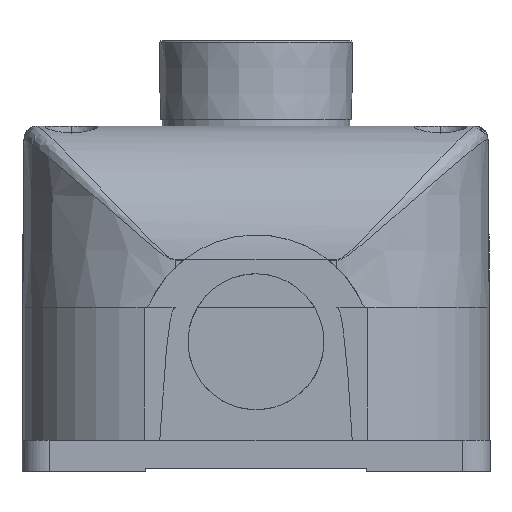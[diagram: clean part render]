
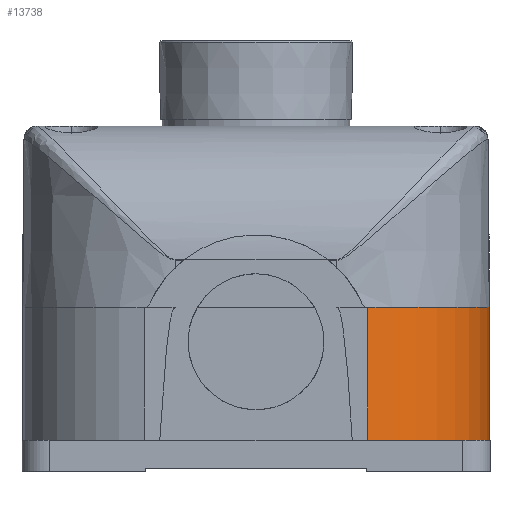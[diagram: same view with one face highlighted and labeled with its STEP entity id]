
A CAD part, left-side view. The second image highlights one B-rep face of the part: STEP entity #13738.
In plain terms, the highlighted cylindrical face has radius 23.5 mm (diameter 47 mm), a partial arc.
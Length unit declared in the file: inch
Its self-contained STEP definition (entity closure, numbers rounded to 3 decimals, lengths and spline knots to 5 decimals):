
#1592 = DIRECTION ( 'NONE',  ( 0., 0., 1. ) ) ;
#2413 = DIRECTION ( 'NONE',  ( -1., 0., 0. ) ) ;
#3994 = DIRECTION ( 'NONE',  ( 0., 0., 1. ) ) ;
#5209 = CARTESIAN_POINT ( 'NONE',  ( 0.9252, -1.91524, 0.18898 ) ) ;
#5704 = EDGE_CURVE ( 'NONE', #28450, #19623, #12091, .T. ) ;
#5717 = CARTESIAN_POINT ( 'NONE',  ( 0.9252, -2.84044, 0.18898 ) ) ;
#6943 = CARTESIAN_POINT ( 'NONE',  ( 0.9252, -1.91524, 0.99606 ) ) ;
#7101 = DIRECTION ( 'NONE',  ( 0., 0., -1. ) ) ;
#8451 = CIRCLE ( 'NONE', #20393, 0.9252 ) ;
#10830 = CARTESIAN_POINT ( 'NONE',  ( 0.01918, -2.10266, 0.18898 ) ) ;
#12091 = LINE ( 'NONE', #28007, #17343 ) ;
#12157 = ORIENTED_EDGE ( 'NONE', *, *, #28827, .T. ) ;
#12204 = DIRECTION ( 'NONE',  ( 0., 0., -1. ) ) ;
#12290 = ORIENTED_EDGE ( 'NONE', *, *, #23707, .F. ) ;
#13401 = CYLINDRICAL_SURFACE ( 'NONE', #27857, 0.9252 ) ;
#13738 = ADVANCED_FACE ( 'NONE', ( #18086 ), #13401, .T. ) ;
#13928 = VECTOR ( 'NONE', #3994, 39.37008 ) ;
#14544 = DIRECTION ( 'NONE',  ( -1., 0., 0. ) ) ;
#15653 = EDGE_LOOP ( 'NONE', ( #12157, #12290, #24684, #18524 ) ) ;
#17343 = VECTOR ( 'NONE', #18793, 39.37008 ) ;
#18086 = FACE_OUTER_BOUND ( 'NONE', #15653, .T. ) ;
#18362 = VERTEX_POINT ( 'NONE', #27789 ) ;
#18524 = ORIENTED_EDGE ( 'NONE', *, *, #5704, .T. ) ;
#18604 = VERTEX_POINT ( 'NONE', #24440 ) ;
#18793 = DIRECTION ( 'NONE',  ( 0., 0., 1. ) ) ;
#19623 = VERTEX_POINT ( 'NONE', #23515 ) ;
#19899 = CIRCLE ( 'NONE', #22349, 0.9252 ) ;
#20393 = AXIS2_PLACEMENT_3D ( 'NONE', #6943, #7101, #2413 ) ;
#20582 = DIRECTION ( 'NONE',  ( 1., 0., 0. ) ) ;
#22349 = AXIS2_PLACEMENT_3D ( 'NONE', #5209, #12204, #14544 ) ;
#23515 = CARTESIAN_POINT ( 'NONE',  ( 0.9252, -2.84044, 0.99606 ) ) ;
#23707 = EDGE_CURVE ( 'NONE', #18362, #18604, #25321, .T. ) ;
#24440 = CARTESIAN_POINT ( 'NONE',  ( 0.01918, -2.10266, 0.99606 ) ) ;
#24684 = ORIENTED_EDGE ( 'NONE', *, *, #28933, .F. ) ;
#25321 = LINE ( 'NONE', #10830, #13928 ) ;
#27598 = CARTESIAN_POINT ( 'NONE',  ( 0.9252, -1.91524, 0.18898 ) ) ;
#27789 = CARTESIAN_POINT ( 'NONE',  ( 0.01918, -2.10266, 0.18898 ) ) ;
#27857 = AXIS2_PLACEMENT_3D ( 'NONE', #27598, #1592, #20582 ) ;
#28007 = CARTESIAN_POINT ( 'NONE',  ( 0.9252, -2.84044, 0.18898 ) ) ;
#28450 = VERTEX_POINT ( 'NONE', #5717 ) ;
#28827 = EDGE_CURVE ( 'NONE', #19623, #18604, #8451, .T. ) ;
#28933 = EDGE_CURVE ( 'NONE', #28450, #18362, #19899, .T. ) ;
